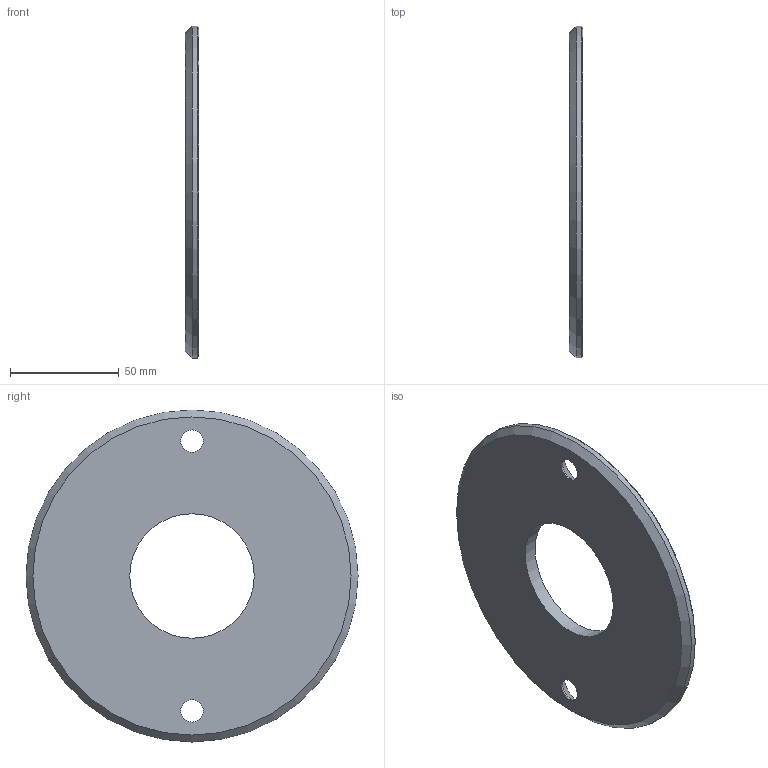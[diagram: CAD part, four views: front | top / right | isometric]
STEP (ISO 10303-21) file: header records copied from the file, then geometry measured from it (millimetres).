
FILE_DESCRIPTION(/* description */ ('WEAR PLATE'),/* implementation_level */ '2;1');
FILE_NAME(/* name */ '18004.stp',/* time_stamp */ '2016-12-13T12:57:47-05:00',/* author */ ('MJC'),/* organization */ (''),/* preprocessor_version */ 'ST-DEVELOPER v16.5',/* originating_system */ 'Autodesk Inventor 2017',/* authorisation */ '');
FILE_SCHEMA (('AUTOMOTIVE_DESIGN { 1 0 10303 214 3 1 1 }'));
Length unit declared in the file: inch
Products named in the file (1): 18004
Bounding box: 6.35 x 152.4 x 152.4 mm (x, y, z)
Volume: 94857.9 mm3; surface area: 34373.4 mm2
Topology: 1 solids, 1 shells, 10 faces, 22 edges, 14 vertices
Faces by surface type: cone 4, cylinder 4, plane 2
Full cylindrical faces by diameter (mm): 10.319 x2, 57.15 x1, 152.4 x1
Entity records: 268 total; most frequent: DIRECTION 46, CARTESIAN_POINT 35, EDGE_LOOP 24, ORIENTED_EDGE 24, AXIS2_PLACEMENT_3D 23, FACE_BOUND 14, CIRCLE 12, VERTEX_POINT 12
